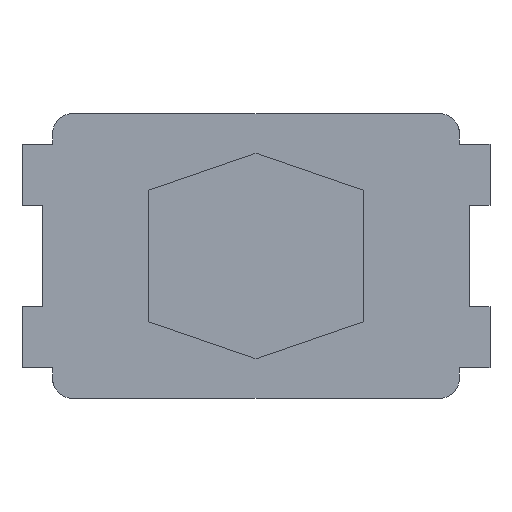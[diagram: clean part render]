
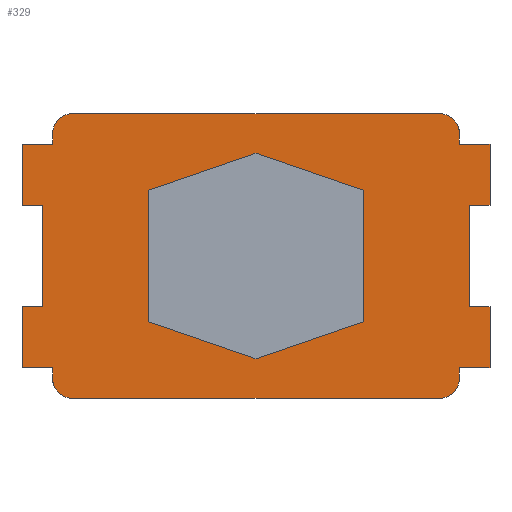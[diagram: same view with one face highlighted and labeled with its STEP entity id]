
A CAD part, front view. The second image highlights one B-rep face of the part: STEP entity #329.
In plain terms, the highlighted planar face has unit normal (0, -1, 0).
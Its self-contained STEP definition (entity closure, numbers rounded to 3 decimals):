
#122 = VERTEX_POINT('',#123);
#123 = CARTESIAN_POINT('',(2.1,0.,0.5));
#129 = EDGE_CURVE('',#122,#130,#132,.T.);
#130 = VERTEX_POINT('',#131);
#131 = CARTESIAN_POINT('',(2.1,0.,-0.5));
#132 = LINE('',#133,#134);
#133 = CARTESIAN_POINT('',(2.1,0.,1.));
#134 = VECTOR('',#135,1.);
#135 = DIRECTION('',(0.,0.,-1.));
#235 = EDGE_CURVE('',#236,#238,#240,.T.);
#236 = VERTEX_POINT('',#237);
#237 = CARTESIAN_POINT('',(2.,0.,1.2));
#238 = VERTEX_POINT('',#239);
#239 = CARTESIAN_POINT('',(2.,0.,1.1));
#240 = LINE('',#241,#242);
#241 = CARTESIAN_POINT('',(2.,0.,1.4));
#242 = VECTOR('',#243,1.);
#243 = DIRECTION('',(0.,0.,-1.));
#269 = EDGE_CURVE('',#270,#238,#272,.T.);
#270 = VERTEX_POINT('',#271);
#271 = CARTESIAN_POINT('',(2.3,0.,1.1));
#272 = LINE('',#273,#274);
#273 = CARTESIAN_POINT('',(2.3,0.,1.1));
#274 = VECTOR('',#275,1.);
#275 = DIRECTION('',(-1.,0.,0.));
#292 = EDGE_CURVE('',#293,#270,#295,.T.);
#293 = VERTEX_POINT('',#294);
#294 = CARTESIAN_POINT('',(2.3,0.,0.5));
#295 = LINE('',#296,#297);
#296 = CARTESIAN_POINT('',(2.3,0.,1.1));
#297 = VECTOR('',#298,1.);
#298 = DIRECTION('',(0.,0.,1.));
#319 = EDGE_CURVE('',#122,#293,#320,.T.);
#320 = LINE('',#321,#322);
#321 = CARTESIAN_POINT('',(2.3,0.,0.5));
#322 = VECTOR('',#323,1.);
#323 = DIRECTION('',(1.,0.,0.));
#329 = ADVANCED_FACE('',(#330,#491),#541,.F.);
#330 = FACE_BOUND('',#331,.F.);
#331 = EDGE_LOOP('',(#332,#333,#334,#335,#336,#344,#352,#360,#368,#377,
    #385,#394,#402,#410,#418,#426,#434,#442,#450,#458,#466,#475,#483,
    #490));
#332 = ORIENTED_EDGE('',*,*,#269,.F.);
#333 = ORIENTED_EDGE('',*,*,#292,.F.);
#334 = ORIENTED_EDGE('',*,*,#319,.F.);
#335 = ORIENTED_EDGE('',*,*,#129,.T.);
#336 = ORIENTED_EDGE('',*,*,#337,.F.);
#337 = EDGE_CURVE('',#338,#130,#340,.T.);
#338 = VERTEX_POINT('',#339);
#339 = CARTESIAN_POINT('',(2.3,0.,-0.5));
#340 = LINE('',#341,#342);
#341 = CARTESIAN_POINT('',(2.3,0.,-0.5));
#342 = VECTOR('',#343,1.);
#343 = DIRECTION('',(-1.,0.,0.));
#344 = ORIENTED_EDGE('',*,*,#345,.F.);
#345 = EDGE_CURVE('',#346,#338,#348,.T.);
#346 = VERTEX_POINT('',#347);
#347 = CARTESIAN_POINT('',(2.3,0.,-1.1));
#348 = LINE('',#349,#350);
#349 = CARTESIAN_POINT('',(2.3,0.,-1.1));
#350 = VECTOR('',#351,1.);
#351 = DIRECTION('',(0.,0.,1.));
#352 = ORIENTED_EDGE('',*,*,#353,.F.);
#353 = EDGE_CURVE('',#354,#346,#356,.T.);
#354 = VERTEX_POINT('',#355);
#355 = CARTESIAN_POINT('',(2.,0.,-1.1));
#356 = LINE('',#357,#358);
#357 = CARTESIAN_POINT('',(2.3,0.,-1.1));
#358 = VECTOR('',#359,1.);
#359 = DIRECTION('',(1.,0.,0.));
#360 = ORIENTED_EDGE('',*,*,#361,.T.);
#361 = EDGE_CURVE('',#354,#362,#364,.T.);
#362 = VERTEX_POINT('',#363);
#363 = CARTESIAN_POINT('',(2.,0.,-1.2));
#364 = LINE('',#365,#366);
#365 = CARTESIAN_POINT('',(2.,0.,1.4));
#366 = VECTOR('',#367,1.);
#367 = DIRECTION('',(0.,0.,-1.));
#368 = ORIENTED_EDGE('',*,*,#369,.F.);
#369 = EDGE_CURVE('',#370,#362,#372,.T.);
#370 = VERTEX_POINT('',#371);
#371 = CARTESIAN_POINT('',(1.8,0.,-1.4));
#372 = CIRCLE('',#373,0.2);
#373 = AXIS2_PLACEMENT_3D('',#374,#375,#376);
#374 = CARTESIAN_POINT('',(1.8,0.,-1.2));
#375 = DIRECTION('',(0.,-1.,0.));
#376 = DIRECTION('',(0.,0.,1.));
#377 = ORIENTED_EDGE('',*,*,#378,.T.);
#378 = EDGE_CURVE('',#370,#379,#381,.T.);
#379 = VERTEX_POINT('',#380);
#380 = CARTESIAN_POINT('',(-1.8,0.,-1.4));
#381 = LINE('',#382,#383);
#382 = CARTESIAN_POINT('',(2.,0.,-1.4));
#383 = VECTOR('',#384,1.);
#384 = DIRECTION('',(-1.,0.,0.));
#385 = ORIENTED_EDGE('',*,*,#386,.F.);
#386 = EDGE_CURVE('',#387,#379,#389,.T.);
#387 = VERTEX_POINT('',#388);
#388 = CARTESIAN_POINT('',(-2.,0.,-1.2));
#389 = CIRCLE('',#390,0.2);
#390 = AXIS2_PLACEMENT_3D('',#391,#392,#393);
#391 = CARTESIAN_POINT('',(-1.8,0.,-1.2));
#392 = DIRECTION('',(0.,-1.,0.));
#393 = DIRECTION('',(0.,0.,1.));
#394 = ORIENTED_EDGE('',*,*,#395,.T.);
#395 = EDGE_CURVE('',#387,#396,#398,.T.);
#396 = VERTEX_POINT('',#397);
#397 = CARTESIAN_POINT('',(-2.,0.,-1.1));
#398 = LINE('',#399,#400);
#399 = CARTESIAN_POINT('',(-2.,0.,1.4));
#400 = VECTOR('',#401,1.);
#401 = DIRECTION('',(0.,0.,1.));
#402 = ORIENTED_EDGE('',*,*,#403,.F.);
#403 = EDGE_CURVE('',#404,#396,#406,.T.);
#404 = VERTEX_POINT('',#405);
#405 = CARTESIAN_POINT('',(-2.3,0.,-1.1));
#406 = LINE('',#407,#408);
#407 = CARTESIAN_POINT('',(-2.3,0.,-1.1));
#408 = VECTOR('',#409,1.);
#409 = DIRECTION('',(1.,0.,0.));
#410 = ORIENTED_EDGE('',*,*,#411,.F.);
#411 = EDGE_CURVE('',#412,#404,#414,.T.);
#412 = VERTEX_POINT('',#413);
#413 = CARTESIAN_POINT('',(-2.3,0.,-0.5));
#414 = LINE('',#415,#416);
#415 = CARTESIAN_POINT('',(-2.3,0.,-1.1));
#416 = VECTOR('',#417,1.);
#417 = DIRECTION('',(0.,0.,-1.));
#418 = ORIENTED_EDGE('',*,*,#419,.F.);
#419 = EDGE_CURVE('',#420,#412,#422,.T.);
#420 = VERTEX_POINT('',#421);
#421 = CARTESIAN_POINT('',(-2.1,0.,-0.5));
#422 = LINE('',#423,#424);
#423 = CARTESIAN_POINT('',(-2.3,0.,-0.5));
#424 = VECTOR('',#425,1.);
#425 = DIRECTION('',(-1.,0.,0.));
#426 = ORIENTED_EDGE('',*,*,#427,.T.);
#427 = EDGE_CURVE('',#420,#428,#430,.T.);
#428 = VERTEX_POINT('',#429);
#429 = CARTESIAN_POINT('',(-2.1,0.,0.5));
#430 = LINE('',#431,#432);
#431 = CARTESIAN_POINT('',(-2.1,0.,1.));
#432 = VECTOR('',#433,1.);
#433 = DIRECTION('',(0.,0.,1.));
#434 = ORIENTED_EDGE('',*,*,#435,.F.);
#435 = EDGE_CURVE('',#436,#428,#438,.T.);
#436 = VERTEX_POINT('',#437);
#437 = CARTESIAN_POINT('',(-2.3,0.,0.5));
#438 = LINE('',#439,#440);
#439 = CARTESIAN_POINT('',(-2.3,0.,0.5));
#440 = VECTOR('',#441,1.);
#441 = DIRECTION('',(1.,0.,0.));
#442 = ORIENTED_EDGE('',*,*,#443,.F.);
#443 = EDGE_CURVE('',#444,#436,#446,.T.);
#444 = VERTEX_POINT('',#445);
#445 = CARTESIAN_POINT('',(-2.3,0.,1.1));
#446 = LINE('',#447,#448);
#447 = CARTESIAN_POINT('',(-2.3,0.,1.1));
#448 = VECTOR('',#449,1.);
#449 = DIRECTION('',(0.,0.,-1.));
#450 = ORIENTED_EDGE('',*,*,#451,.F.);
#451 = EDGE_CURVE('',#452,#444,#454,.T.);
#452 = VERTEX_POINT('',#453);
#453 = CARTESIAN_POINT('',(-2.,0.,1.1));
#454 = LINE('',#455,#456);
#455 = CARTESIAN_POINT('',(-2.3,0.,1.1));
#456 = VECTOR('',#457,1.);
#457 = DIRECTION('',(-1.,0.,0.));
#458 = ORIENTED_EDGE('',*,*,#459,.T.);
#459 = EDGE_CURVE('',#452,#460,#462,.T.);
#460 = VERTEX_POINT('',#461);
#461 = CARTESIAN_POINT('',(-2.,0.,1.2));
#462 = LINE('',#463,#464);
#463 = CARTESIAN_POINT('',(-2.,0.,1.4));
#464 = VECTOR('',#465,1.);
#465 = DIRECTION('',(0.,0.,1.));
#466 = ORIENTED_EDGE('',*,*,#467,.F.);
#467 = EDGE_CURVE('',#468,#460,#470,.T.);
#468 = VERTEX_POINT('',#469);
#469 = CARTESIAN_POINT('',(-1.8,0.,1.4));
#470 = CIRCLE('',#471,0.2);
#471 = AXIS2_PLACEMENT_3D('',#472,#473,#474);
#472 = CARTESIAN_POINT('',(-1.8,0.,1.2));
#473 = DIRECTION('',(0.,-1.,0.));
#474 = DIRECTION('',(0.,0.,1.));
#475 = ORIENTED_EDGE('',*,*,#476,.T.);
#476 = EDGE_CURVE('',#468,#477,#479,.T.);
#477 = VERTEX_POINT('',#478);
#478 = CARTESIAN_POINT('',(1.8,0.,1.4));
#479 = LINE('',#480,#481);
#480 = CARTESIAN_POINT('',(2.,0.,1.4));
#481 = VECTOR('',#482,1.);
#482 = DIRECTION('',(1.,0.,0.));
#483 = ORIENTED_EDGE('',*,*,#484,.F.);
#484 = EDGE_CURVE('',#236,#477,#485,.T.);
#485 = CIRCLE('',#486,0.2);
#486 = AXIS2_PLACEMENT_3D('',#487,#488,#489);
#487 = CARTESIAN_POINT('',(1.8,0.,1.2));
#488 = DIRECTION('',(0.,-1.,0.));
#489 = DIRECTION('',(0.,0.,1.));
#490 = ORIENTED_EDGE('',*,*,#235,.T.);
#491 = FACE_BOUND('',#492,.F.);
#492 = EDGE_LOOP('',(#493,#503,#511,#519,#527,#535));
#493 = ORIENTED_EDGE('',*,*,#494,.F.);
#494 = EDGE_CURVE('',#495,#497,#499,.T.);
#495 = VERTEX_POINT('',#496);
#496 = CARTESIAN_POINT('',(-1.055,0.,-0.646));
#497 = VERTEX_POINT('',#498);
#498 = CARTESIAN_POINT('',(-1.055,0.,0.646));
#499 = LINE('',#500,#501);
#500 = CARTESIAN_POINT('',(-1.055,0.,0.646));
#501 = VECTOR('',#502,1.);
#502 = DIRECTION('',(0.,0.,1.));
#503 = ORIENTED_EDGE('',*,*,#504,.F.);
#504 = EDGE_CURVE('',#505,#495,#507,.T.);
#505 = VERTEX_POINT('',#506);
#506 = CARTESIAN_POINT('',(0.,0.,-1.01));
#507 = LINE('',#508,#509);
#508 = CARTESIAN_POINT('',(-1.055,0.,-0.646));
#509 = VECTOR('',#510,1.);
#510 = DIRECTION('',(-0.945,0.,0.326));
#511 = ORIENTED_EDGE('',*,*,#512,.F.);
#512 = EDGE_CURVE('',#513,#505,#515,.T.);
#513 = VERTEX_POINT('',#514);
#514 = CARTESIAN_POINT('',(1.055,0.,-0.646));
#515 = LINE('',#516,#517);
#516 = CARTESIAN_POINT('',(1.055,0.,-0.646));
#517 = VECTOR('',#518,1.);
#518 = DIRECTION('',(-0.945,0.,-0.326));
#519 = ORIENTED_EDGE('',*,*,#520,.F.);
#520 = EDGE_CURVE('',#521,#513,#523,.T.);
#521 = VERTEX_POINT('',#522);
#522 = CARTESIAN_POINT('',(1.055,0.,0.646));
#523 = LINE('',#524,#525);
#524 = CARTESIAN_POINT('',(1.055,0.,0.646));
#525 = VECTOR('',#526,1.);
#526 = DIRECTION('',(0.,0.,-1.));
#527 = ORIENTED_EDGE('',*,*,#528,.F.);
#528 = EDGE_CURVE('',#529,#521,#531,.T.);
#529 = VERTEX_POINT('',#530);
#530 = CARTESIAN_POINT('',(0.,0.,1.01));
#531 = LINE('',#532,#533);
#532 = CARTESIAN_POINT('',(1.055,0.,0.646));
#533 = VECTOR('',#534,1.);
#534 = DIRECTION('',(0.945,0.,-0.326));
#535 = ORIENTED_EDGE('',*,*,#536,.F.);
#536 = EDGE_CURVE('',#497,#529,#537,.T.);
#537 = LINE('',#538,#539);
#538 = CARTESIAN_POINT('',(-1.055,0.,0.646));
#539 = VECTOR('',#540,1.);
#540 = DIRECTION('',(0.945,0.,0.326));
#541 = PLANE('',#542);
#542 = AXIS2_PLACEMENT_3D('',#543,#544,#545);
#543 = CARTESIAN_POINT('',(0.,0.,0.));
#544 = DIRECTION('',(0.,1.,0.));
#545 = DIRECTION('',(0.,0.,1.));
